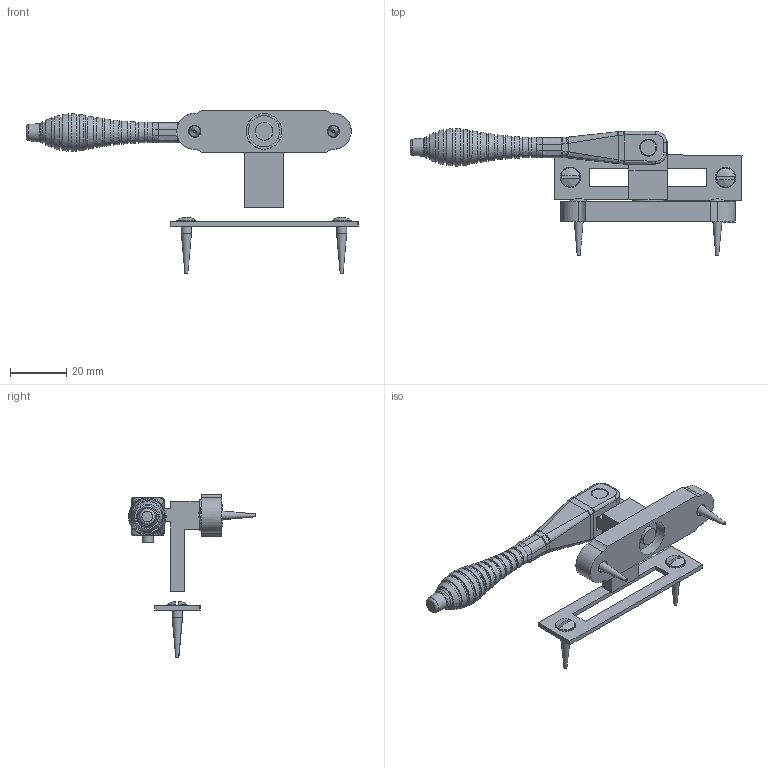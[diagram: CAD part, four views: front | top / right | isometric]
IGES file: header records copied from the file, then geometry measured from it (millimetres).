
Global section: file name: P4517S-MP; native system: Autodesk Inventor 2018; preprocessor: unknown; author: ashami; date: 20180911.124040; units: millimetre
Bounding box: 117.8 x 44.97 x 58.05 mm (x, y, z)
Volume: 18204.8 mm3; surface area: 12521.6 mm2
Topology: 11 solids, 11 shells, 244 faces, 549 edges, 356 vertices
Faces by surface type: bspline 244
